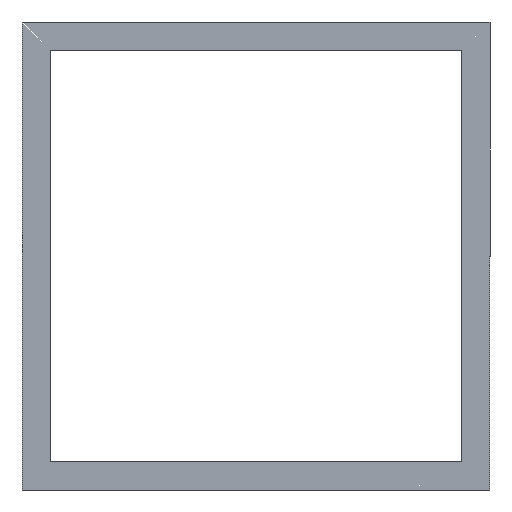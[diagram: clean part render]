
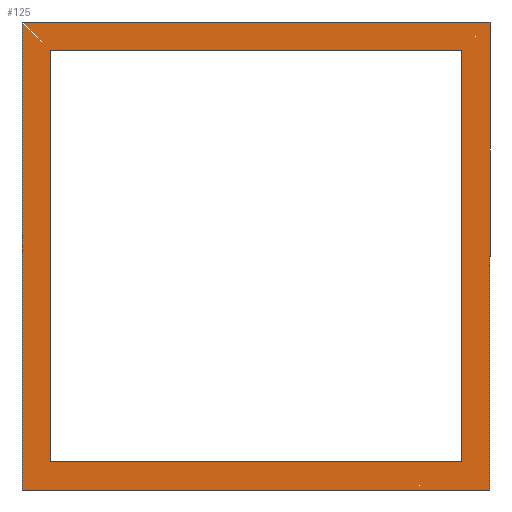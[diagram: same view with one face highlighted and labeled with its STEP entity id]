
A CAD part, front view. The second image highlights one B-rep face of the part: STEP entity #125.
In plain terms, the highlighted planar face has unit normal (0, -1, 0).
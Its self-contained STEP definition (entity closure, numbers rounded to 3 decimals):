
#4 = VECTOR ( 'NONE', #163, 1000. ) ;
#8 = DIRECTION ( 'NONE',  ( 0., 0., -1. ) ) ;
#17 = CARTESIAN_POINT ( 'NONE',  ( -12.5, -60., -12.5 ) ) ;
#19 = LINE ( 'NONE', #104, #351 ) ;
#28 = ORIENTED_EDGE ( 'NONE', *, *, #151, .T. ) ;
#33 = VERTEX_POINT ( 'NONE', #324 ) ;
#40 = PLANE ( 'NONE',  #64 ) ;
#43 = ORIENTED_EDGE ( 'NONE', *, *, #346, .T. ) ;
#50 = EDGE_CURVE ( 'NONE', #62, #33, #297, .T. ) ;
#51 = DIRECTION ( 'NONE',  ( -1., 0., 0. ) ) ;
#57 = ORIENTED_EDGE ( 'NONE', *, *, #282, .F. ) ;
#62 = VERTEX_POINT ( 'NONE', #299 ) ;
#64 = AXIS2_PLACEMENT_3D ( 'NONE', #157, #252, #106 ) ;
#68 = ORIENTED_EDGE ( 'NONE', *, *, #274, .F. ) ;
#87 = VERTEX_POINT ( 'NONE', #243 ) ;
#88 = DIRECTION ( 'NONE',  ( 0., 0., -1. ) ) ;
#95 = FACE_OUTER_BOUND ( 'NONE', #186, .T. ) ;
#104 = CARTESIAN_POINT ( 'NONE',  ( -11., -60., -11. ) ) ;
#105 = LINE ( 'NONE', #217, #308 ) ;
#106 = DIRECTION ( 'NONE',  ( 0., 0., 1. ) ) ;
#109 = VECTOR ( 'NONE', #286, 1000. ) ;
#112 = CARTESIAN_POINT ( 'NONE',  ( -11., -60., 11. ) ) ;
#125 = ADVANCED_FACE ( 'NONE', ( #143, #95 ), #40, .F. ) ;
#137 = EDGE_CURVE ( 'NONE', #295, #144, #19, .T. ) ;
#139 = DIRECTION ( 'NONE',  ( 0., 0., 1. ) ) ;
#141 = LINE ( 'NONE', #142, #4 ) ;
#142 = CARTESIAN_POINT ( 'NONE',  ( -12.5, -60., -12.5 ) ) ;
#143 = FACE_BOUND ( 'NONE', #232, .T. ) ;
#144 = VERTEX_POINT ( 'NONE', #187 ) ;
#151 = EDGE_CURVE ( 'NONE', #144, #285, #105, .T. ) ;
#156 = ORIENTED_EDGE ( 'NONE', *, *, #137, .T. ) ;
#157 = CARTESIAN_POINT ( 'NONE',  ( 0., -60., 0. ) ) ;
#159 = DIRECTION ( 'NONE',  ( 0., 0., 1. ) ) ;
#163 = DIRECTION ( 'NONE',  ( -1., 0., 0. ) ) ;
#164 = EDGE_CURVE ( 'NONE', #285, #262, #206, .T. ) ;
#186 = EDGE_LOOP ( 'NONE', ( #347, #335, #68, #57 ) ) ;
#187 = CARTESIAN_POINT ( 'NONE',  ( -11., -60., -11. ) ) ;
#201 = LINE ( 'NONE', #278, #246 ) ;
#206 = LINE ( 'NONE', #216, #271 ) ;
#213 = VECTOR ( 'NONE', #8, 1000. ) ;
#216 = CARTESIAN_POINT ( 'NONE',  ( -11., -60., 11. ) ) ;
#217 = CARTESIAN_POINT ( 'NONE',  ( -11., -60., -11. ) ) ;
#226 = CARTESIAN_POINT ( 'NONE',  ( -12.5, -60., 12.5 ) ) ;
#232 = EDGE_LOOP ( 'NONE', ( #43, #156, #28, #272 ) ) ;
#243 = CARTESIAN_POINT ( 'NONE',  ( -12.5, -60., 12.5 ) ) ;
#246 = VECTOR ( 'NONE', #159, 1000. ) ;
#252 = DIRECTION ( 'NONE',  ( 0., 1., 0. ) ) ;
#255 = DIRECTION ( 'NONE',  ( 1., 0., 0. ) ) ;
#259 = VERTEX_POINT ( 'NONE', #17 ) ;
#262 = VERTEX_POINT ( 'NONE', #281 ) ;
#271 = VECTOR ( 'NONE', #255, 1000. ) ;
#272 = ORIENTED_EDGE ( 'NONE', *, *, #164, .T. ) ;
#273 = CARTESIAN_POINT ( 'NONE',  ( 12.5, -60., -12.5 ) ) ;
#274 = EDGE_CURVE ( 'NONE', #259, #87, #201, .T. ) ;
#278 = CARTESIAN_POINT ( 'NONE',  ( -12.5, -60., -12.5 ) ) ;
#281 = CARTESIAN_POINT ( 'NONE',  ( 11., -60., 11. ) ) ;
#282 = EDGE_CURVE ( 'NONE', #33, #259, #141, .T. ) ;
#285 = VERTEX_POINT ( 'NONE', #112 ) ;
#286 = DIRECTION ( 'NONE',  ( 1., 0., 0. ) ) ;
#293 = CARTESIAN_POINT ( 'NONE',  ( 11., -60., -11. ) ) ;
#295 = VERTEX_POINT ( 'NONE', #315 ) ;
#296 = EDGE_CURVE ( 'NONE', #87, #62, #300, .T. ) ;
#297 = LINE ( 'NONE', #273, #213 ) ;
#299 = CARTESIAN_POINT ( 'NONE',  ( 12.5, -60., 12.5 ) ) ;
#300 = LINE ( 'NONE', #226, #109 ) ;
#308 = VECTOR ( 'NONE', #139, 1000. ) ;
#315 = CARTESIAN_POINT ( 'NONE',  ( 11., -60., -11. ) ) ;
#324 = CARTESIAN_POINT ( 'NONE',  ( 12.5, -60., -12.5 ) ) ;
#335 = ORIENTED_EDGE ( 'NONE', *, *, #296, .F. ) ;
#342 = VECTOR ( 'NONE', #88, 1000. ) ;
#346 = EDGE_CURVE ( 'NONE', #262, #295, #354, .T. ) ;
#347 = ORIENTED_EDGE ( 'NONE', *, *, #50, .F. ) ;
#351 = VECTOR ( 'NONE', #51, 1000. ) ;
#354 = LINE ( 'NONE', #293, #342 ) ;
